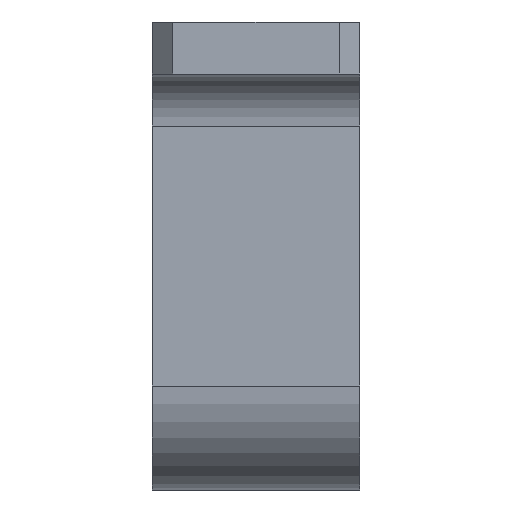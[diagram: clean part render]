
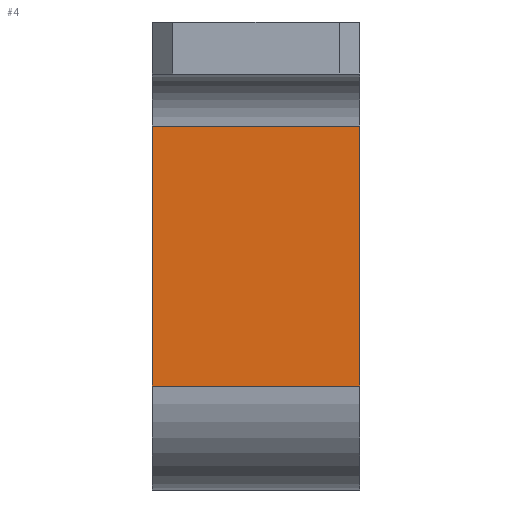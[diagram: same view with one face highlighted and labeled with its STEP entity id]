
A CAD part, front view. The second image highlights one B-rep face of the part: STEP entity #4.
In plain terms, the highlighted planar face has unit normal (0, -1, 0).
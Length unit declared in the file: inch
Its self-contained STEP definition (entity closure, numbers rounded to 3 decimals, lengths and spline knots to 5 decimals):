
#4 = ADVANCED_FACE ( 'NONE', ( #796 ), #357, .F. ) ;
#32 = ORIENTED_EDGE ( 'NONE', *, *, #1219, .T. ) ;
#50 = EDGE_CURVE ( 'NONE', #205, #655, #1063, .T. ) ;
#55 = CARTESIAN_POINT ( 'NONE',  ( 0.25, -0.875, -1.125 ) ) ;
#95 = DIRECTION ( 'NONE',  ( -1., 0., 0. ) ) ;
#105 = ORIENTED_EDGE ( 'NONE', *, *, #50, .F. ) ;
#118 = EDGE_CURVE ( 'NONE', #205, #164, #171, .T. ) ;
#144 = VECTOR ( 'NONE', #955, 39.37008 ) ;
#163 = CARTESIAN_POINT ( 'NONE',  ( -0.25, -0.875, -0.875 ) ) ;
#164 = VERTEX_POINT ( 'NONE', #498 ) ;
#170 = DIRECTION ( 'NONE',  ( 1., 0., 0. ) ) ;
#171 = LINE ( 'NONE', #688, #712 ) ;
#205 = VERTEX_POINT ( 'NONE', #505 ) ;
#207 = CARTESIAN_POINT ( 'NONE',  ( 0.25, -0.875, -0.875 ) ) ;
#231 = DIRECTION ( 'NONE',  ( 0., 0., -1. ) ) ;
#248 = VECTOR ( 'NONE', #231, 39.37008 ) ;
#260 = VECTOR ( 'NONE', #170, 39.37008 ) ;
#318 = ORIENTED_EDGE ( 'NONE', *, *, #971, .T. ) ;
#346 = LINE ( 'NONE', #814, #248 ) ;
#357 = PLANE ( 'NONE',  #895 ) ;
#368 = CARTESIAN_POINT ( 'NONE',  ( 0.25, -0.875, -1.125 ) ) ;
#498 = CARTESIAN_POINT ( 'NONE',  ( -0.25, -0.875, -0.25 ) ) ;
#505 = CARTESIAN_POINT ( 'NONE',  ( 0.25, -0.875, -0.25 ) ) ;
#520 = LINE ( 'NONE', #550, #260 ) ;
#550 = CARTESIAN_POINT ( 'NONE',  ( 0.25, -0.875, -0.875 ) ) ;
#655 = VERTEX_POINT ( 'NONE', #207 ) ;
#688 = CARTESIAN_POINT ( 'NONE',  ( -0.25, -0.875, -0.25 ) ) ;
#712 = VECTOR ( 'NONE', #95, 39.37008 ) ;
#796 = FACE_OUTER_BOUND ( 'NONE', #1032, .T. ) ;
#814 = CARTESIAN_POINT ( 'NONE',  ( -0.25, -0.875, -1.125 ) ) ;
#840 = DIRECTION ( 'NONE',  ( 0., 1., 0. ) ) ;
#895 = AXIS2_PLACEMENT_3D ( 'NONE', #55, #840, #1140 ) ;
#922 = VERTEX_POINT ( 'NONE', #163 ) ;
#955 = DIRECTION ( 'NONE',  ( 0., 0., -1. ) ) ;
#971 = EDGE_CURVE ( 'NONE', #922, #655, #520, .T. ) ;
#1032 = EDGE_LOOP ( 'NONE', ( #32, #318, #105, #1236 ) ) ;
#1063 = LINE ( 'NONE', #368, #144 ) ;
#1140 = DIRECTION ( 'NONE',  ( 0., 0., 1. ) ) ;
#1219 = EDGE_CURVE ( 'NONE', #164, #922, #346, .T. ) ;
#1236 = ORIENTED_EDGE ( 'NONE', *, *, #118, .T. ) ;
